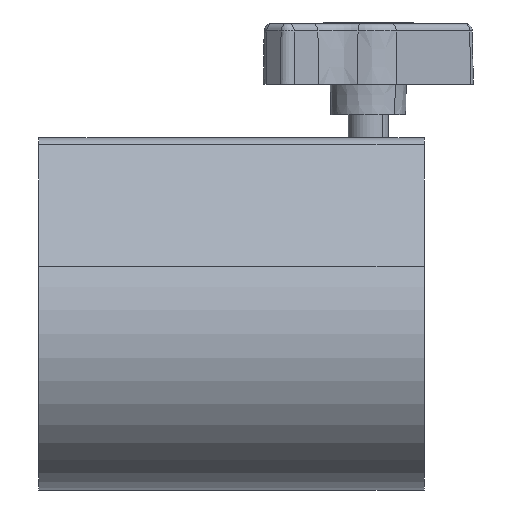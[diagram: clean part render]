
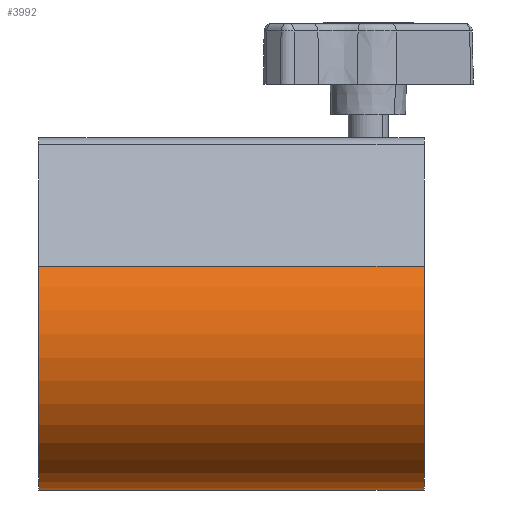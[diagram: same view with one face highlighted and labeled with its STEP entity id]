
A CAD part, left-side view. The second image highlights one B-rep face of the part: STEP entity #3992.
In plain terms, the highlighted cylindrical face has radius 28.675 mm (diameter 57.35 mm), a partial arc.
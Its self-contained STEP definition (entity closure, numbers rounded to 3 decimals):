
#162 = CARTESIAN_POINT ( 'NONE',  ( 0., -38., -28.675 ) ) ;
#788 = DIRECTION ( 'NONE',  ( 0., -1., 0. ) ) ;
#999 = CARTESIAN_POINT ( 'NONE',  ( 0., 38., -28.675 ) ) ;
#1006 = EDGE_LOOP ( 'NONE', ( #7054, #5789, #5360, #8467 ) ) ;
#1047 = VECTOR ( 'NONE', #788, 1000. ) ;
#1397 = CYLINDRICAL_SURFACE ( 'NONE', #4959, 28.675 ) ;
#1616 = EDGE_CURVE ( 'NONE', #3791, #1736, #3796, .T. ) ;
#1736 = VERTEX_POINT ( 'NONE', #5900 ) ;
#1835 = DIRECTION ( 'NONE',  ( 0., -1., 0. ) ) ;
#2367 = VERTEX_POINT ( 'NONE', #6553 ) ;
#2397 = VECTOR ( 'NONE', #5978, 1000. ) ;
#2696 = CARTESIAN_POINT ( 'NONE',  ( 0., -38., 0. ) ) ;
#3365 = CARTESIAN_POINT ( 'NONE',  ( -24.166, 38., 15.436 ) ) ;
#3791 = VERTEX_POINT ( 'NONE', #162 ) ;
#3796 = CIRCLE ( 'NONE', #6608, 28.675 ) ;
#3992 = ADVANCED_FACE ( 'NONE', ( #4776 ), #1397, .T. ) ;
#4533 = LINE ( 'NONE', #999, #2397 ) ;
#4729 = DIRECTION ( 'NONE',  ( 0., 0., 1. ) ) ;
#4776 = FACE_OUTER_BOUND ( 'NONE', #1006, .T. ) ;
#4871 = CIRCLE ( 'NONE', #8194, 28.675 ) ;
#4959 = AXIS2_PLACEMENT_3D ( 'NONE', #8311, #1835, #7561 ) ;
#5062 = CARTESIAN_POINT ( 'NONE',  ( -24.166, 38., 15.436 ) ) ;
#5287 = LINE ( 'NONE', #5062, #1047 ) ;
#5360 = ORIENTED_EDGE ( 'NONE', *, *, #1616, .T. ) ;
#5789 = ORIENTED_EDGE ( 'NONE', *, *, #6275, .T. ) ;
#5900 = CARTESIAN_POINT ( 'NONE',  ( -24.166, -38., 15.436 ) ) ;
#5978 = DIRECTION ( 'NONE',  ( 0., -1., 0. ) ) ;
#6275 = EDGE_CURVE ( 'NONE', #2367, #3791, #4533, .T. ) ;
#6430 = VERTEX_POINT ( 'NONE', #3365 ) ;
#6553 = CARTESIAN_POINT ( 'NONE',  ( 0., 38., -28.675 ) ) ;
#6608 = AXIS2_PLACEMENT_3D ( 'NONE', #2696, #9081, #7661 ) ;
#6877 = CARTESIAN_POINT ( 'NONE',  ( 0., 38., 0. ) ) ;
#7054 = ORIENTED_EDGE ( 'NONE', *, *, #8809, .F. ) ;
#7503 = EDGE_CURVE ( 'NONE', #6430, #1736, #5287, .T. ) ;
#7561 = DIRECTION ( 'NONE',  ( 0., 0., -1. ) ) ;
#7661 = DIRECTION ( 'NONE',  ( 0., 0., 1. ) ) ;
#8194 = AXIS2_PLACEMENT_3D ( 'NONE', #6877, #9047, #4729 ) ;
#8311 = CARTESIAN_POINT ( 'NONE',  ( 0., 38., 0. ) ) ;
#8467 = ORIENTED_EDGE ( 'NONE', *, *, #7503, .F. ) ;
#8809 = EDGE_CURVE ( 'NONE', #2367, #6430, #4871, .T. ) ;
#9047 = DIRECTION ( 'NONE',  ( 0., 1., 0. ) ) ;
#9081 = DIRECTION ( 'NONE',  ( 0., 1., 0. ) ) ;
